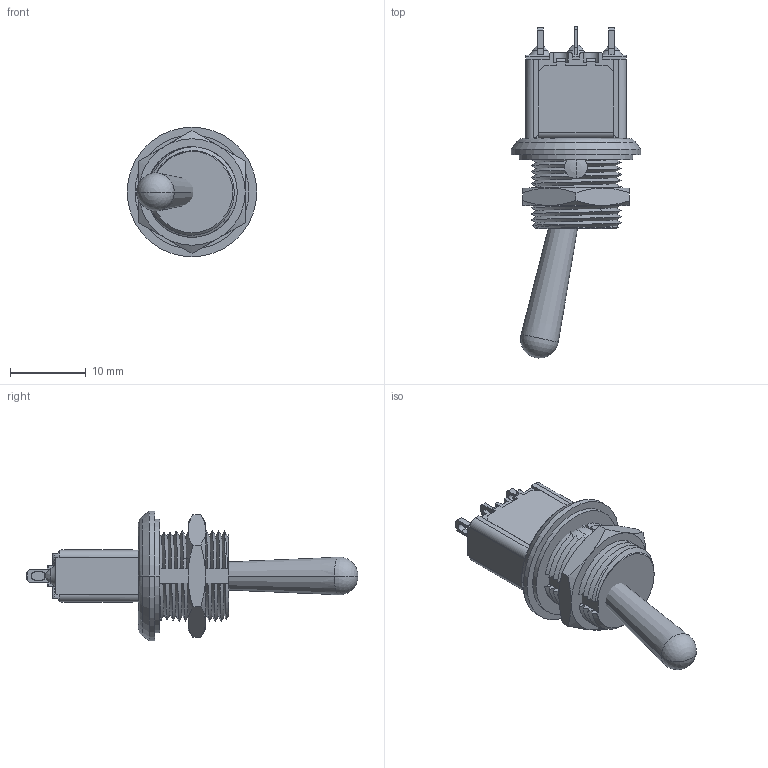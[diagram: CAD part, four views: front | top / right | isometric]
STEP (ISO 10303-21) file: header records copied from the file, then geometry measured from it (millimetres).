
FILE_DESCRIPTION((''),'2;1');
FILE_NAME('5632MADKB-U60-U166','2014-12-22T',('brevel'),(''),'PRO/ENGINEER BY PARAMETRIC TECHNOLOGY CORPORATION, 2013410','PRO/ENGINEER BY PARAMETRIC TECHNOLOGY CORPORATION, 2013410','');
FILE_SCHEMA(('CONFIG_CONTROL_DESIGN'));
Length unit declared in the file: millimetre
Products named in the file (1): 5632MADKB-U60-U166
Bounding box: 17.05 x 43.69 x 17.05 mm (x, y, z)
Surface area: 2946.2 mm2 (no closed solid volume)
Topology: 0 solids, 10 shells, 276 faces, 973 edges, 675 vertices
Faces by surface type: plane 152, cylinder 46, bspline 44, cone 18, torus 12, sphere 4
Entity records: 16000 total; most frequent: CARTESIAN_POINT 8183, ORIENTED_EDGE 1696, DIRECTION 1416, EDGE_CURVE 969, VERTEX_POINT 675, VECTOR 478, LINE 478, AXIS2_PLACEMENT_3D 469
